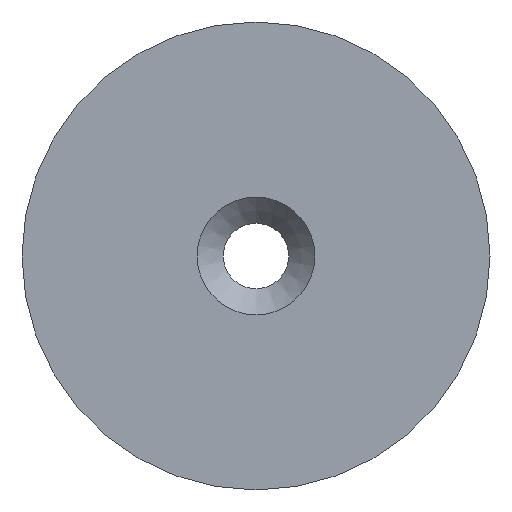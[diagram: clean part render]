
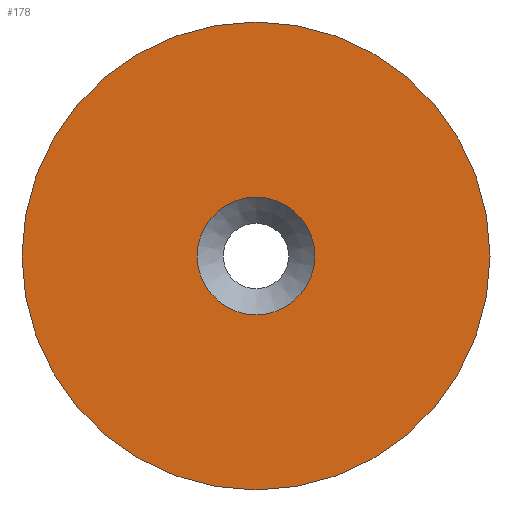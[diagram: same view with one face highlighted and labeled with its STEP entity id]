
A CAD part, front view. The second image highlights one B-rep face of the part: STEP entity #178.
In plain terms, the highlighted planar face has unit normal (0, -1, 0).
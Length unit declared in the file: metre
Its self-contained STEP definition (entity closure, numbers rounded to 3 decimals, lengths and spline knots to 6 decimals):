
#57=ORIENTED_EDGE('',*,*,#93,.T.);
#58=ORIENTED_EDGE('',*,*,#94,.T.);
#93=EDGE_CURVE('',#112,#112,#123,.F.);
#94=EDGE_CURVE('',#113,#113,#124,.T.);
#112=VERTEX_POINT('',#291);
#113=VERTEX_POINT('',#293);
#123=CIRCLE('',#207,0.00225);
#124=CIRCLE('',#208,0.00895);
#133=EDGE_LOOP('',(#57));
#134=EDGE_LOOP('',(#58));
#153=FACE_BOUND('',#133,.T.);
#154=FACE_BOUND('',#134,.T.);
#169=PLANE('',#206);
#178=ADVANCED_FACE('',(#153,#154),#169,.T.);
#206=AXIS2_PLACEMENT_3D('',#289,#237,#238);
#207=AXIS2_PLACEMENT_3D('',#290,#239,#240);
#208=AXIS2_PLACEMENT_3D('',#292,#241,#242);
#237=DIRECTION('',(0.,-1.,0.));
#238=DIRECTION('',(1.,0.,0.));
#239=DIRECTION('',(0.,-1.,0.));
#240=DIRECTION('',(0.,0.,-1.));
#241=DIRECTION('',(0.,-1.,0.));
#242=DIRECTION('',(0.,0.,-1.));
#289=CARTESIAN_POINT('',(0.401686,-0.025,0.075995));
#290=CARTESIAN_POINT('',(0.314345,-0.025,0.050635));
#291=CARTESIAN_POINT('',(0.314345,-0.025,0.048385));
#292=CARTESIAN_POINT('',(0.314345,-0.025,0.050635));
#293=CARTESIAN_POINT('',(0.314345,-0.025,0.041685));
